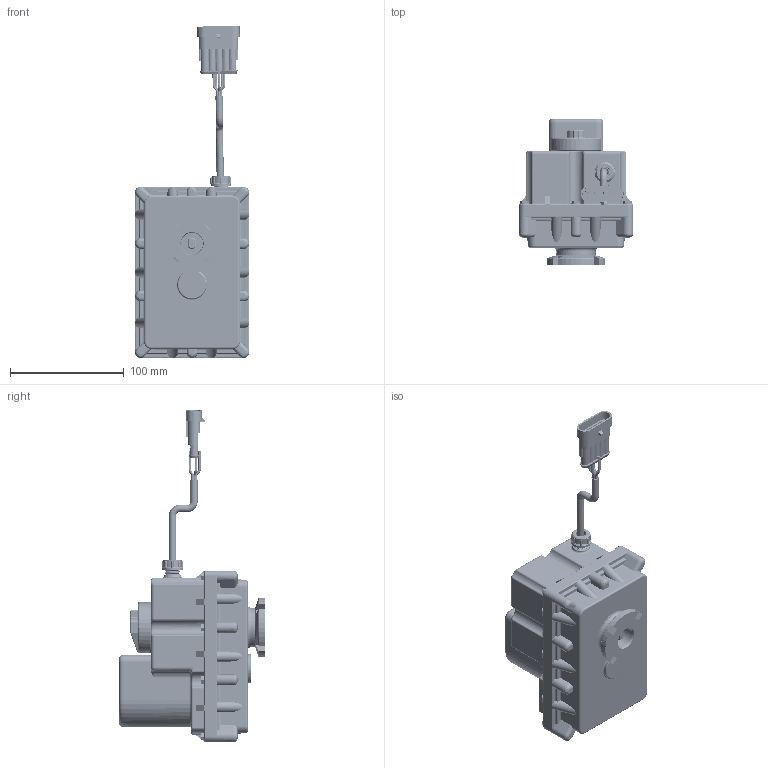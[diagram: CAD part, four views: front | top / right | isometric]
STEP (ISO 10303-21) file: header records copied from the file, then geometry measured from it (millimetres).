
FILE_DESCRIPTION(/* description */ ('EV ACTUATOR ASSEMBLY, 4S, 5W, 1R2BL3W4BR5G'),/* implementation_level */ '2;1');
FILE_NAME(/* name */ 'EV3349.stp',/* time_stamp */ '2023-05-19T12:23:41-04:00',/* author */ ('bgilbert'),/* organization */ (''),/* preprocessor_version */ 'ST-DEVELOPER v18.1',/* originating_system */ 'Autodesk Inventor 2022',/* authorisation */ '');
FILE_SCHEMA (('AUTOMOTIVE_DESIGN { 1 0 10303 214 3 1 1 }'));
Products named in the file (28): EV3349; MEV10101B; MEV10102D; MEV10102DX; VEL1004; VEL1005; VE49839; VE4983X; VE4983X_1; CAM; VE129; Switch; Wire_5; switchbracket; Screw; VE15220; MVE105; VE107B; VE107B_1; F10E; VE109E; A162; MVE007; MVE002; A161; VE033; VE026; VE027
Assembly tree (52 placements, depth 4):
  EV3349
    MEV10101B
    MEV10102D
      MEV10102DX
      VEL1004
      VEL1005
    VE49839
      VE4983X
        VE4983X_1
        CAM  x2
        switchbracket
        Switch  x2
        Screw  x2
      VE129
        Switch  x2
        Wire_5
        switchbracket
        Screw  x2
    VE15220  x10
    MVE105
    VE107B
      VE107B_1
    F10E
    VE109E
    A162
    MVE007
    MVE002
    A161
    VE033
    VE026  x5
    VE027  x5
Bounding box: 100.33 x 128.4 x 292.09 mm (x, y, z)
Volume: 572262.3 mm3; surface area: 257032.7 mm2
Topology: 48 solids, 48 shells, 5033 faces, 12928 edges, 8164 vertices
Faces by surface type: plane 2232, cylinder 1336, bspline 560, torus 488, cone 354, sphere 63
Full cylindrical faces by diameter (mm): 1.4 x5, 2.032 x15, 2.54 x4, 2.616 x20, 2.794 x10, 3.048 x6, 3.302 x8, 3.4 x10, 3.505 x120, 3.81 x6, 3.9 x5, 4.064 x12, 4.318 x4, 4.4 x10, 4.47 x6, 5.5 x5, 5.9 x5, 6.35 x3, 7.62 x1, 8.026 x4, 8.255 x4, 8.331 x10, 8.839 x1, 9.525 x3, 9.55 x2, 9.601 x1, 9.652 x1, 10.16 x1, 11.176 x1, 15.875 x1
Entity records: 119295 total; most frequent: CARTESIAN_POINT 31231, ORIENTED_EDGE 18598, DIRECTION 17526, EDGE_CURVE 9299, AXIS2_PLACEMENT_3D 6161, VERTEX_POINT 5933, LINE 5204, VECTOR 5204
